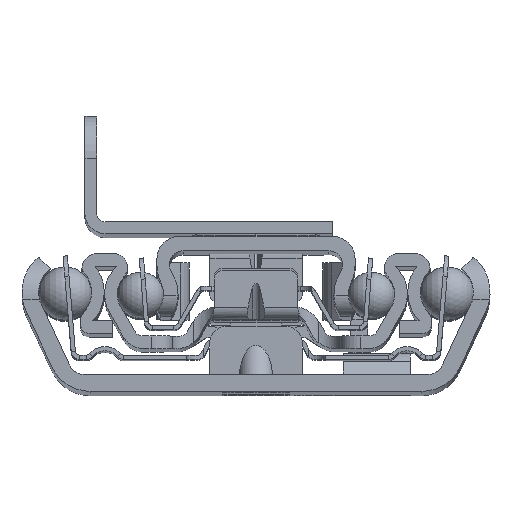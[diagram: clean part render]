
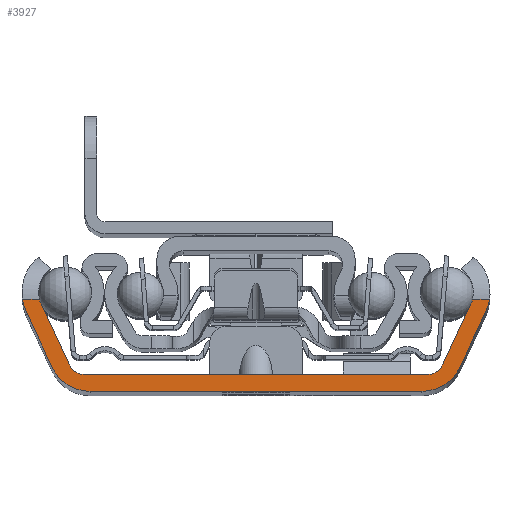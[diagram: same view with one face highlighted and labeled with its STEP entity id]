
A CAD part, top view. The second image highlights one B-rep face of the part: STEP entity #3927.
In plain terms, the highlighted planar face has unit normal (0, 0, 1).
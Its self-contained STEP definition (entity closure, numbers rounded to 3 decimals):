
#36=DIRECTION('',(1.,0.,0.));
#37=VECTOR('',#36,2.024);
#38=CARTESIAN_POINT('',(-27.841,11.,0.));
#39=LINE('',#38,#37);
#40=CARTESIAN_POINT('',(-22.41,11.8,0.));
#41=DIRECTION('',(0.,0.,-1.));
#42=DIRECTION('',(-0.906,-0.423,0.));
#43=AXIS2_PLACEMENT_3D('',#40,#41,#42);
#45=DIRECTION('',(-0.423,0.906,0.));
#46=VECTOR('',#45,7.907);
#47=CARTESIAN_POINT('',(-22.24,3.155,0.));
#48=LINE('',#47,#46);
#49=CARTESIAN_POINT('',(-20.428,4.,0.));
#50=DIRECTION('',(0.,0.,-1.));
#51=DIRECTION('',(0.,-1.,0.));
#52=AXIS2_PLACEMENT_3D('',#49,#50,#51);
#54=DIRECTION('',(-1.,0.,0.));
#55=VECTOR('',#54,40.856);
#56=CARTESIAN_POINT('',(20.428,2.,0.));
#57=LINE('',#56,#55);
#58=CARTESIAN_POINT('',(20.428,4.,0.));
#59=DIRECTION('',(0.,0.,-1.));
#60=DIRECTION('',(0.906,-0.423,0.));
#61=AXIS2_PLACEMENT_3D('',#58,#59,#60);
#63=DIRECTION('',(-0.423,-0.906,0.));
#64=VECTOR('',#63,7.907);
#65=CARTESIAN_POINT('',(25.582,10.321,0.));
#66=LINE('',#65,#64);
#67=CARTESIAN_POINT('',(22.41,11.8,0.));
#68=DIRECTION('',(0.,0.,-1.));
#69=DIRECTION('',(0.974,-0.229,0.));
#70=AXIS2_PLACEMENT_3D('',#67,#68,#69);
#72=DIRECTION('',(1.,0.,0.));
#73=VECTOR('',#72,2.024);
#74=CARTESIAN_POINT('',(25.817,11.,0.));
#75=LINE('',#74,#73);
#76=CARTESIAN_POINT('',(22.41,11.8,0.));
#77=DIRECTION('',(0.,0.,1.));
#78=DIRECTION('',(0.906,-0.423,0.));
#79=AXIS2_PLACEMENT_3D('',#76,#77,#78);
#81=DIRECTION('',(0.423,0.906,0.));
#82=VECTOR('',#81,7.274);
#83=CARTESIAN_POINT('',(24.311,2.887,0.));
#84=LINE('',#83,#82);
#85=CARTESIAN_POINT('',(19.78,5.,0.));
#86=DIRECTION('',(0.,0.,1.));
#87=DIRECTION('',(0.,-1.,0.));
#88=AXIS2_PLACEMENT_3D('',#85,#86,#87);
#90=DIRECTION('',(1.,0.,0.));
#91=VECTOR('',#90,39.56);
#92=CARTESIAN_POINT('',(-19.78,0.,0.));
#93=LINE('',#92,#91);
#94=CARTESIAN_POINT('',(-19.78,5.,0.));
#95=DIRECTION('',(0.,0.,1.));
#96=DIRECTION('',(-0.906,-0.423,0.));
#97=AXIS2_PLACEMENT_3D('',#94,#95,#96);
#99=DIRECTION('',(0.423,-0.906,0.));
#100=VECTOR('',#99,7.274);
#101=CARTESIAN_POINT('',(-27.386,9.48,0.));
#102=LINE('',#101,#100);
#103=CARTESIAN_POINT('',(-22.41,11.8,0.));
#104=DIRECTION('',(0.,0.,1.));
#105=DIRECTION('',(-0.989,-0.146,0.));
#106=AXIS2_PLACEMENT_3D('',#103,#104,#105);
#3284=CARTESIAN_POINT('',(-20.428,2.,0.));
#3285=CARTESIAN_POINT('',(-22.24,3.155,0.));
#3286=VERTEX_POINT('',#3284);
#3287=VERTEX_POINT('',#3285);
#3288=CARTESIAN_POINT('',(-25.582,10.321,0.));
#3289=VERTEX_POINT('',#3288);
#3290=CARTESIAN_POINT('',(-27.386,9.48,0.));
#3291=CARTESIAN_POINT('',(-24.311,2.887,0.));
#3292=VERTEX_POINT('',#3290);
#3293=VERTEX_POINT('',#3291);
#3294=CARTESIAN_POINT('',(-19.78,0.,0.));
#3295=VERTEX_POINT('',#3294);
#3296=CARTESIAN_POINT('',(19.78,0.,0.));
#3297=VERTEX_POINT('',#3296);
#3298=CARTESIAN_POINT('',(24.311,2.887,0.));
#3299=VERTEX_POINT('',#3298);
#3300=CARTESIAN_POINT('',(27.386,9.48,0.));
#3301=VERTEX_POINT('',#3300);
#3302=CARTESIAN_POINT('',(25.582,10.321,0.));
#3303=CARTESIAN_POINT('',(22.24,3.155,0.));
#3304=VERTEX_POINT('',#3302);
#3305=VERTEX_POINT('',#3303);
#3306=CARTESIAN_POINT('',(20.428,2.,0.));
#3307=VERTEX_POINT('',#3306);
#3524=CARTESIAN_POINT('',(-27.841,11.,0.));
#3525=CARTESIAN_POINT('',(-25.817,11.,0.));
#3526=VERTEX_POINT('',#3524);
#3527=VERTEX_POINT('',#3525);
#3528=CARTESIAN_POINT('',(25.817,11.,0.));
#3529=CARTESIAN_POINT('',(27.841,11.,0.));
#3530=VERTEX_POINT('',#3528);
#3531=VERTEX_POINT('',#3529);
#3888=CARTESIAN_POINT('',(0.,0.,0.));
#3889=DIRECTION('',(0.,0.,1.));
#3890=DIRECTION('',(1.,0.,0.));
#3891=AXIS2_PLACEMENT_3D('',#3888,#3889,#3890);
#3892=PLANE('',#3891);
#3894=ORIENTED_EDGE('',*,*,#3893,.T.);
#3896=ORIENTED_EDGE('',*,*,#3895,.F.);
#3898=ORIENTED_EDGE('',*,*,#3897,.F.);
#3900=ORIENTED_EDGE('',*,*,#3899,.F.);
#3902=ORIENTED_EDGE('',*,*,#3901,.F.);
#3904=ORIENTED_EDGE('',*,*,#3903,.F.);
#3906=ORIENTED_EDGE('',*,*,#3905,.F.);
#3908=ORIENTED_EDGE('',*,*,#3907,.F.);
#3910=ORIENTED_EDGE('',*,*,#3909,.T.);
#3912=ORIENTED_EDGE('',*,*,#3911,.F.);
#3914=ORIENTED_EDGE('',*,*,#3913,.F.);
#3916=ORIENTED_EDGE('',*,*,#3915,.F.);
#3918=ORIENTED_EDGE('',*,*,#3917,.F.);
#3920=ORIENTED_EDGE('',*,*,#3919,.F.);
#3922=ORIENTED_EDGE('',*,*,#3921,.F.);
#3924=ORIENTED_EDGE('',*,*,#3923,.F.);
#3925=EDGE_LOOP('',(#3894,#3896,#3898,#3900,#3902,#3904,#3906,#3908,#3910,#3912,
#3914,#3916,#3918,#3920,#3922,#3924));
#3926=FACE_OUTER_BOUND('',#3925,.F.);
#3927=ADVANCED_FACE('',(#3926),#3892,.T.);
#44=CIRCLE('',#43,3.5);
#53=CIRCLE('',#52,2.);
#62=CIRCLE('',#61,2.);
#71=CIRCLE('',#70,3.5);
#80=CIRCLE('',#79,5.49);
#89=CIRCLE('',#88,5.);
#98=CIRCLE('',#97,5.);
#107=CIRCLE('',#106,5.49);
#3893=EDGE_CURVE('',#3526,#3527,#39,.T.);
#3895=EDGE_CURVE('',#3289,#3527,#44,.T.);
#3897=EDGE_CURVE('',#3287,#3289,#48,.T.);
#3899=EDGE_CURVE('',#3286,#3287,#53,.T.);
#3901=EDGE_CURVE('',#3307,#3286,#57,.T.);
#3903=EDGE_CURVE('',#3305,#3307,#62,.T.);
#3905=EDGE_CURVE('',#3304,#3305,#66,.T.);
#3907=EDGE_CURVE('',#3530,#3304,#71,.T.);
#3909=EDGE_CURVE('',#3530,#3531,#75,.T.);
#3911=EDGE_CURVE('',#3301,#3531,#80,.T.);
#3913=EDGE_CURVE('',#3299,#3301,#84,.T.);
#3915=EDGE_CURVE('',#3297,#3299,#89,.T.);
#3917=EDGE_CURVE('',#3295,#3297,#93,.T.);
#3919=EDGE_CURVE('',#3293,#3295,#98,.T.);
#3921=EDGE_CURVE('',#3292,#3293,#102,.T.);
#3923=EDGE_CURVE('',#3526,#3292,#107,.T.);
